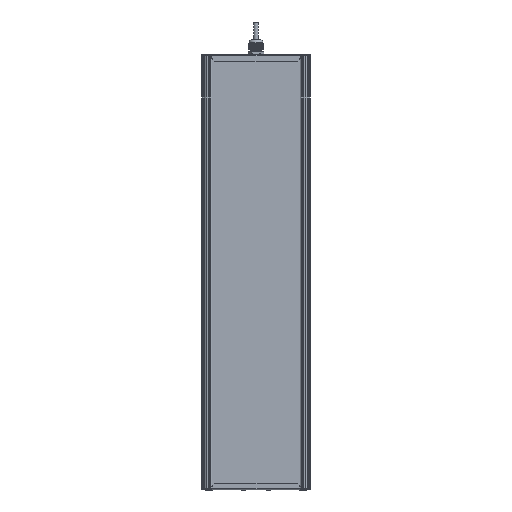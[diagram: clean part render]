
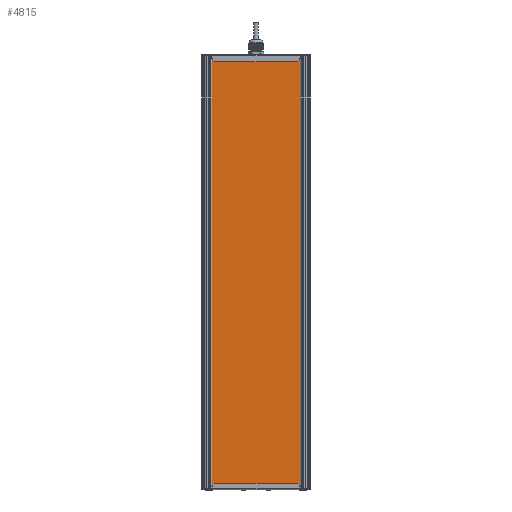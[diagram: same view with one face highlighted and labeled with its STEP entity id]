
A CAD part, front view. The second image highlights one B-rep face of the part: STEP entity #4815.
In plain terms, the highlighted face is planar.
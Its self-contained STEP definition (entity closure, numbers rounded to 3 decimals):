
#4815=ADVANCED_FACE('',(#15710),#15712,.T.);
#15710=FACE_BOUND('',#15711,.T.);
#15711=EDGE_LOOP('',(#46466,#46467,#46468,#46469));
#15712=PLANE('',#15713);
#15713=AXIS2_PLACEMENT_3D('',#15714,#15715,#15716);
#15714=CARTESIAN_POINT('',(2111.497,401.002,-34.582));
#15715=DIRECTION('',(0.,0.,-1.));
#15716=DIRECTION('',(0.,1.,0.));
#46466=ORIENTED_EDGE('',*,*,#55352,.F.);
#46467=ORIENTED_EDGE('',*,*,#55351,.T.);
#46468=ORIENTED_EDGE('',*,*,#55353,.F.);
#46469=ORIENTED_EDGE('',*,*,#55354,.F.);
#55351=EDGE_CURVE('',#62087,#62091,#62093,.T.);
#55352=EDGE_CURVE('',#62087,#62094,#62095,.T.);
#55353=EDGE_CURVE('',#62096,#62091,#62097,.T.);
#55354=EDGE_CURVE('',#62094,#62096,#62098,.T.);
#62087=VERTEX_POINT('',#82717);
#62091=VERTEX_POINT('',#82725);
#62093=LINE('',#82729,#82730);
#62094=VERTEX_POINT('',#82732);
#62095=LINE('',#82733,#82734);
#62096=VERTEX_POINT('',#82736);
#62097=LINE('',#82737,#82738);
#62098=LINE('',#82740,#82741);
#82717=CARTESIAN_POINT('',(2111.497,565.13,-34.582));
#82725=CARTESIAN_POINT('',(2857.497,565.13,-34.582));
#82729=CARTESIAN_POINT('',(2111.497,565.13,-34.582));
#82730=VECTOR('',#82731,1.);
#82731=DIRECTION('',(1.,0.,0.));
#82732=CARTESIAN_POINT('',(2111.497,401.002,-34.582));
#82733=CARTESIAN_POINT('',(2111.497,565.13,-34.582));
#82734=VECTOR('',#82735,1.);
#82735=DIRECTION('',(0.,-1.,0.));
#82736=CARTESIAN_POINT('',(2857.497,401.002,-34.582));
#82737=CARTESIAN_POINT('',(2857.497,401.002,-34.582));
#82738=VECTOR('',#82739,1.);
#82739=DIRECTION('',(0.,1.,0.));
#82740=CARTESIAN_POINT('',(2111.497,401.002,-34.582));
#82741=VECTOR('',#82742,1.);
#82742=DIRECTION('',(1.,0.,0.));
